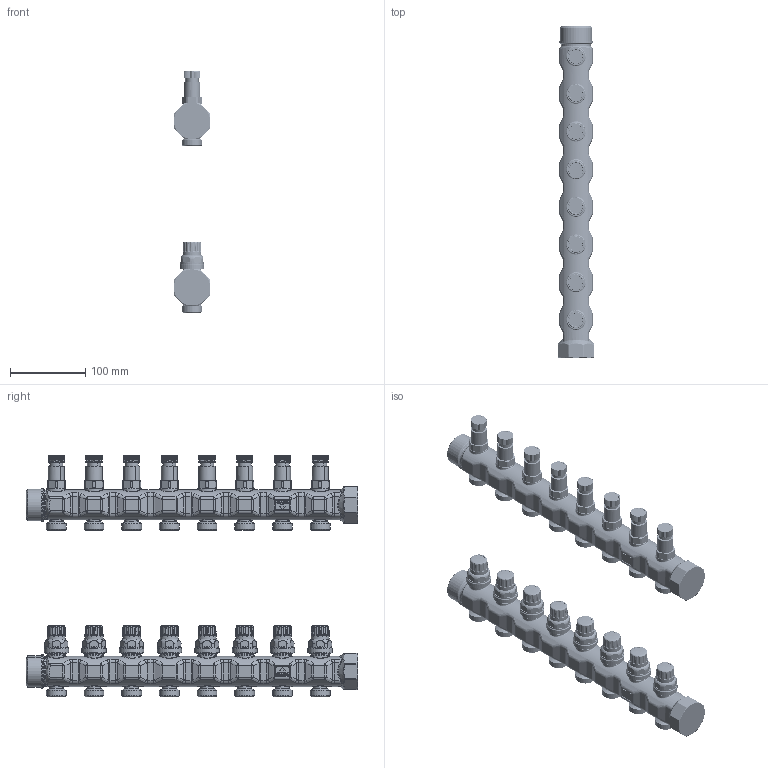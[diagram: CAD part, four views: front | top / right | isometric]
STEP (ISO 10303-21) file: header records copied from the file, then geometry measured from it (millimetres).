
FILE_DESCRIPTION(('CATIA V5 STEP Exchange','CAx-IF Rec.Pracs.--- Model Styling and Organization---1.5--- 2016-08-15','CAx-IF Rec.Pracs.---Supplemental Geometry---1.0---2011-11-01','CAx-IF Rec.Pracs.--- Composite Materials ---3.4---2017-06-13','CAx-IF Rec.Pracs.---Tessellated 3D Geometry---1.0---2015-12-17'),'2;1');
FILE_NAME('STEP_668785_-_TST.stp','2025-06-30T11:51:09+00:00',('none'),('none'),'CATIA Version 5-6 Release 2020 SP5','CATIA V5 STEP AP242 v2','none');
FILE_SCHEMA(('AP242_MANAGED_MODEL_BASED_3D_ENGINEERING_MIM_LF {1 0 10303 442 1 1 4}'));
Products named in the file (1): 668785 - TST
Bounding box: 48 x 440 x 320.2 mm (x, y, z)
Volume: 1584892.4 mm3; surface area: 254667.5 mm2
Topology: 2 solids, 18 shells, 5994 faces, 15140 edges, 9174 vertices
Faces by surface type: plane 1682, bspline 1394, cone 1128, cylinder 1090, torus 412, sphere 176, revolution 112
Entity records: 242743 total; most frequent: CARTESIAN_POINT 122826, ORIENTED_EDGE 29960, DIRECTION 15364, EDGE_CURVE 14980, VERTEX_POINT 9174, AXIS2_PLACEMENT_3D 7036, EDGE_LOOP 6210, ADVANCED_FACE 5994
